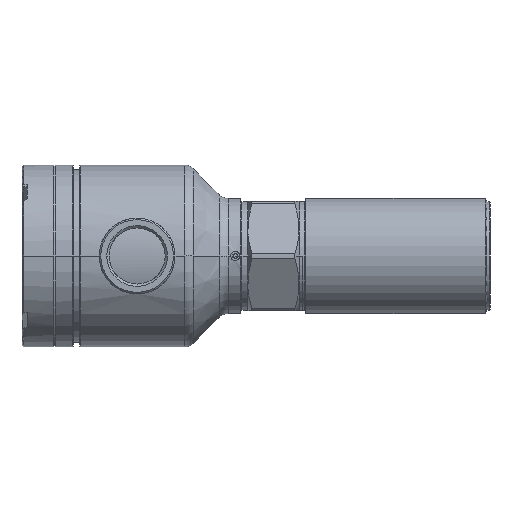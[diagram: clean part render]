
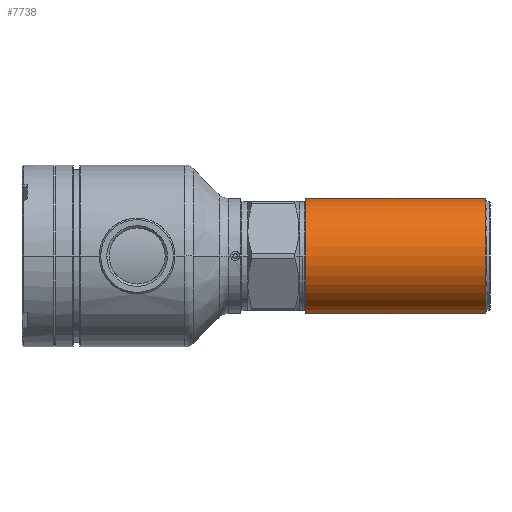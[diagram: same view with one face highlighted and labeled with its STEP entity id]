
A CAD part, front view. The second image highlights one B-rep face of the part: STEP entity #7738.
In plain terms, the highlighted cylindrical face has radius 19 mm (diameter 38 mm), a partial arc.
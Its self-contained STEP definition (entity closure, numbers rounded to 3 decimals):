
#3421=CARTESIAN_POINT('',(94.995,20.375,-20.375));
#3422=DIRECTION('',(-1.,0.,0.));
#3423=DIRECTION('',(0.,0.,-1.));
#3424=AXIS2_PLACEMENT_3D('',#3421,#3422,#3423);
#3441=DIRECTION('',(-1.,0.,0.));
#3442=VECTOR('',#3441,59.208);
#3443=CARTESIAN_POINT('',(154.203,20.375,-39.375));
#3444=LINE('',#3443,#3442);
#3445=DIRECTION('',(-1.,0.,0.));
#3446=VECTOR('',#3445,59.208);
#3447=CARTESIAN_POINT('',(154.203,20.375,-1.375));
#3448=LINE('',#3447,#3446);
#3449=CARTESIAN_POINT('',(154.203,20.375,-20.375));
#3450=DIRECTION('',(-1.,0.,0.));
#3451=DIRECTION('',(0.,0.,-1.));
#3452=AXIS2_PLACEMENT_3D('',#3449,#3450,#3451);
#4332=CARTESIAN_POINT('',(154.203,20.375,-39.375));
#4333=CARTESIAN_POINT('',(94.995,20.375,-39.375));
#4334=VERTEX_POINT('',#4332);
#4335=VERTEX_POINT('',#4333);
#4336=CARTESIAN_POINT('',(154.203,20.375,-1.375));
#4337=CARTESIAN_POINT('',(94.995,20.375,-1.375));
#4338=VERTEX_POINT('',#4336);
#4339=VERTEX_POINT('',#4337);
#7724=CARTESIAN_POINT('',(92.005,20.375,-20.375));
#7725=DIRECTION('',(1.,0.,0.));
#7726=DIRECTION('',(0.,0.,1.));
#7727=AXIS2_PLACEMENT_3D('',#7724,#7725,#7726);
#7728=CYLINDRICAL_SURFACE('',#7727,19.);
#7730=ORIENTED_EDGE('',*,*,#7729,.T.);
#7731=ORIENTED_EDGE('',*,*,#7713,.T.);
#7733=ORIENTED_EDGE('',*,*,#7732,.F.);
#7735=ORIENTED_EDGE('',*,*,#7734,.F.);
#7736=EDGE_LOOP('',(#7730,#7731,#7733,#7735));
#7737=FACE_OUTER_BOUND('',#7736,.F.);
#7738=ADVANCED_FACE('',(#7737),#7728,.T.);
#3425=CIRCLE('',#3424,19.);
#3453=CIRCLE('',#3452,19.);
#7713=EDGE_CURVE('',#4335,#4339,#3425,.T.);
#7729=EDGE_CURVE('',#4334,#4335,#3444,.T.);
#7732=EDGE_CURVE('',#4338,#4339,#3448,.T.);
#7734=EDGE_CURVE('',#4334,#4338,#3453,.T.);
